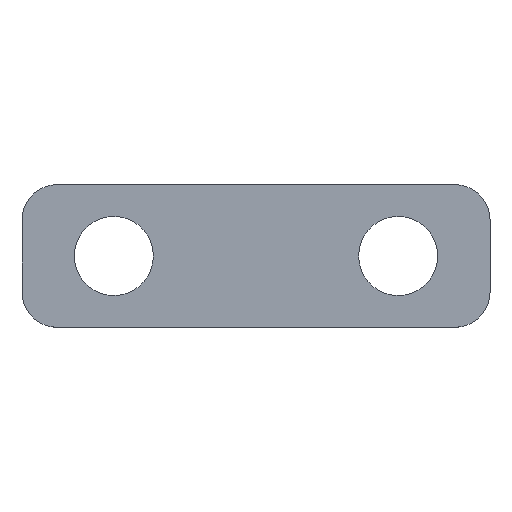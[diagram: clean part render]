
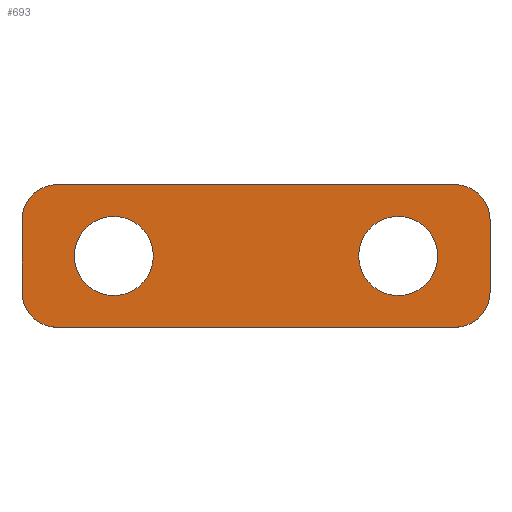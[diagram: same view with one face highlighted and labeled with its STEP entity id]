
A CAD part, top view. The second image highlights one B-rep face of the part: STEP entity #693.
In plain terms, the highlighted planar face has unit normal (0, 0, 1).
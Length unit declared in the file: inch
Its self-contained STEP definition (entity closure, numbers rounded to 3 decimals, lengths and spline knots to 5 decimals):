
#33=FACE_BOUND('',#82,.T.);
#34=FACE_BOUND('',#83,.T.);
#41=FACE_OUTER_BOUND('',#81,.T.);
#81=EDGE_LOOP('',(#467,#468,#469,#470,#471,#472,#473,#474));
#82=EDGE_LOOP('',(#475));
#83=EDGE_LOOP('',(#476));
#129=LINE('',#1037,#195);
#130=LINE('',#1041,#196);
#131=LINE('',#1045,#197);
#132=LINE('',#1048,#198);
#195=VECTOR('',#817,0.3937);
#196=VECTOR('',#820,0.3937);
#197=VECTOR('',#823,0.3937);
#198=VECTOR('',#826,0.3937);
#261=CIRCLE('',#736,0.0975);
#262=CIRCLE('',#737,0.0975);
#263=CIRCLE('',#738,0.0975);
#264=CIRCLE('',#739,0.0975);
#265=CIRCLE('',#740,0.1095);
#266=CIRCLE('',#741,0.1095);
#297=VERTEX_POINT('',#1033);
#298=VERTEX_POINT('',#1034);
#299=VERTEX_POINT('',#1036);
#300=VERTEX_POINT('',#1038);
#301=VERTEX_POINT('',#1040);
#302=VERTEX_POINT('',#1042);
#303=VERTEX_POINT('',#1044);
#304=VERTEX_POINT('',#1046);
#305=VERTEX_POINT('',#1049);
#306=VERTEX_POINT('',#1051);
#365=EDGE_CURVE('',#297,#298,#261,.T.);
#366=EDGE_CURVE('',#299,#297,#129,.F.);
#367=EDGE_CURVE('',#300,#299,#262,.T.);
#368=EDGE_CURVE('',#301,#300,#130,.F.);
#369=EDGE_CURVE('',#302,#301,#263,.T.);
#370=EDGE_CURVE('',#303,#302,#131,.F.);
#371=EDGE_CURVE('',#304,#303,#264,.T.);
#372=EDGE_CURVE('',#298,#304,#132,.F.);
#373=EDGE_CURVE('',#305,#305,#265,.T.);
#374=EDGE_CURVE('',#306,#306,#266,.T.);
#467=ORIENTED_EDGE('',*,*,#365,.F.);
#468=ORIENTED_EDGE('',*,*,#366,.F.);
#469=ORIENTED_EDGE('',*,*,#367,.F.);
#470=ORIENTED_EDGE('',*,*,#368,.F.);
#471=ORIENTED_EDGE('',*,*,#369,.F.);
#472=ORIENTED_EDGE('',*,*,#370,.F.);
#473=ORIENTED_EDGE('',*,*,#371,.F.);
#474=ORIENTED_EDGE('',*,*,#372,.F.);
#475=ORIENTED_EDGE('',*,*,#373,.F.);
#476=ORIENTED_EDGE('',*,*,#374,.F.);
#671=PLANE('',#735);
#693=ADVANCED_FACE('',(#41,#33,#34),#671,.T.);
#735=AXIS2_PLACEMENT_3D('',#1032,#813,#814);
#736=AXIS2_PLACEMENT_3D('',#1035,#815,#816);
#737=AXIS2_PLACEMENT_3D('',#1039,#818,#819);
#738=AXIS2_PLACEMENT_3D('',#1043,#821,#822);
#739=AXIS2_PLACEMENT_3D('',#1047,#824,#825);
#740=AXIS2_PLACEMENT_3D('',#1050,#827,#828);
#741=AXIS2_PLACEMENT_3D('',#1052,#829,#830);
#813=DIRECTION('center_axis',(0.,0.,1.));
#814=DIRECTION('ref_axis',(1.,0.,0.));
#815=DIRECTION('center_axis',(0.,0.,-1.));
#816=DIRECTION('ref_axis',(-0.707,0.707,0.));
#817=DIRECTION('',(0.,-1.,0.));
#818=DIRECTION('center_axis',(0.,0.,-1.));
#819=DIRECTION('ref_axis',(-0.707,-0.707,0.));
#820=DIRECTION('',(1.,0.,0.));
#821=DIRECTION('center_axis',(0.,0.,-1.));
#822=DIRECTION('ref_axis',(0.707,-0.707,0.));
#823=DIRECTION('',(0.,1.,0.));
#824=DIRECTION('center_axis',(0.,0.,-1.));
#825=DIRECTION('ref_axis',(0.707,0.707,0.));
#826=DIRECTION('',(-1.,0.,0.));
#827=DIRECTION('center_axis',(0.,0.,1.));
#828=DIRECTION('ref_axis',(1.,0.,0.));
#829=DIRECTION('center_axis',(0.,0.,1.));
#830=DIRECTION('ref_axis',(1.,0.,0.));
#1032=CARTESIAN_POINT('Origin',(0.75,0.3,0.075));
#1033=CARTESIAN_POINT('',(0.1025,0.4,0.075));
#1034=CARTESIAN_POINT('',(0.2,0.4975,0.075));
#1035=CARTESIAN_POINT('Origin',(0.2,0.4,0.075));
#1036=CARTESIAN_POINT('',(0.1025,0.2,0.075));
#1037=CARTESIAN_POINT('',(0.1025,0.3,0.075));
#1038=CARTESIAN_POINT('',(0.2,0.1025,0.075));
#1039=CARTESIAN_POINT('Origin',(0.2,0.2,0.075));
#1040=CARTESIAN_POINT('',(1.3,0.1025,0.075));
#1041=CARTESIAN_POINT('',(0.75,0.1025,0.075));
#1042=CARTESIAN_POINT('',(1.3975,0.2,0.075));
#1043=CARTESIAN_POINT('Origin',(1.3,0.2,0.075));
#1044=CARTESIAN_POINT('',(1.3975,0.4,0.075));
#1045=CARTESIAN_POINT('',(1.3975,0.3,0.075));
#1046=CARTESIAN_POINT('',(1.3,0.4975,0.075));
#1047=CARTESIAN_POINT('Origin',(1.3,0.4,0.075));
#1048=CARTESIAN_POINT('',(0.75,0.4975,0.075));
#1049=CARTESIAN_POINT('',(0.247,0.3,0.075));
#1050=CARTESIAN_POINT('Origin',(0.3565,0.3,0.075));
#1051=CARTESIAN_POINT('',(1.034,0.3,0.075));
#1052=CARTESIAN_POINT('Origin',(1.1435,0.3,0.075));
